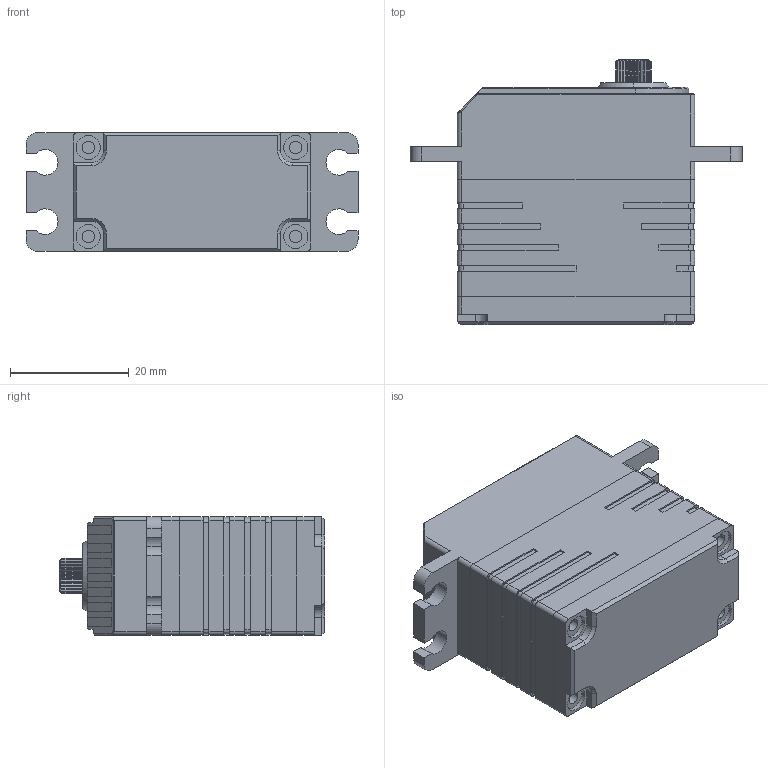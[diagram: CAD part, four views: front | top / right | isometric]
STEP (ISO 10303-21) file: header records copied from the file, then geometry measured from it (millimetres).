
FILE_DESCRIPTION (( 'STEP AP203' ), '1' );
FILE_NAME ('全金属无刷防水数字舵机-3D.STEP', '2026-04-02T06:15:41', ( '' ), ( '' ), 'SwSTEP 2.0', 'SolidWorks 2021', '' );
FILE_SCHEMA (( 'CONFIG_CONTROL_DESIGN' ));
Length unit declared in the file: millimetre
Products named in the file (1): 全金属无刷防水数字舵机-3D
Bounding box: 56 x 44.72 x 20 mm (x, y, z)
Volume: 18596.1 mm3; surface area: 12891.4 mm2
Topology: 4 solids, 4 shells, 426 faces, 1204 edges, 794 vertices
Faces by surface type: plane 238, cylinder 148, cone 38, bspline 2
Entity records: 14324 total; most frequent: CARTESIAN_POINT 3139, ORIENTED_EDGE 2408, DIRECTION 2253, EDGE_CURVE 1204, VERTEX_POINT 794, AXIS2_PLACEMENT_3D 754, LINE 745, VECTOR 745
